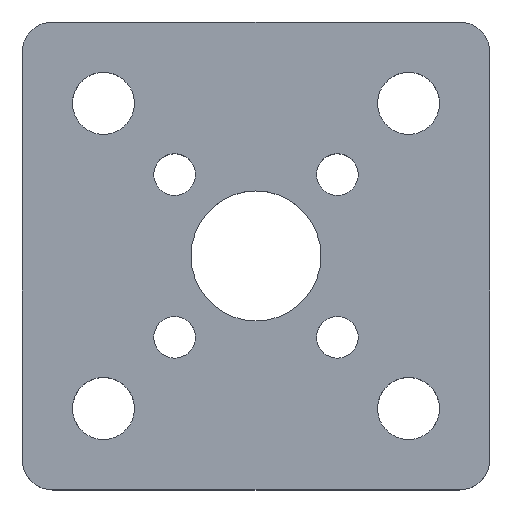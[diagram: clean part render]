
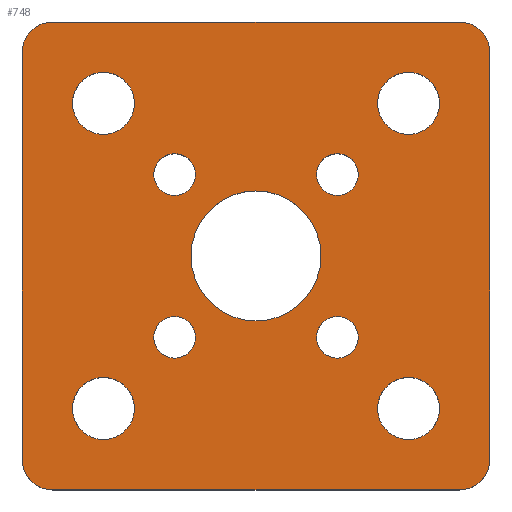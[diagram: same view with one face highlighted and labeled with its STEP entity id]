
A CAD part, top view. The second image highlights one B-rep face of the part: STEP entity #748.
In plain terms, the highlighted planar face has unit normal (0, 0, 1).
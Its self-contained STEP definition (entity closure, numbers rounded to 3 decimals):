
#33=FACE_BOUND('',#111,.T.);
#34=FACE_BOUND('',#112,.T.);
#35=FACE_BOUND('',#113,.T.);
#36=FACE_BOUND('',#114,.T.);
#37=FACE_BOUND('',#115,.T.);
#38=FACE_BOUND('',#116,.T.);
#39=FACE_BOUND('',#117,.T.);
#40=FACE_BOUND('',#118,.T.);
#41=FACE_BOUND('',#119,.T.);
#67=PLANE('',#809);
#77=FACE_OUTER_BOUND('',#110,.T.);
#110=EDGE_LOOP('',(#517,#518,#519,#520,#521,#522,#523,#524));
#111=EDGE_LOOP('',(#525));
#112=EDGE_LOOP('',(#526));
#113=EDGE_LOOP('',(#527));
#114=EDGE_LOOP('',(#528));
#115=EDGE_LOOP('',(#529,#530));
#116=EDGE_LOOP('',(#531,#532));
#117=EDGE_LOOP('',(#533,#534));
#118=EDGE_LOOP('',(#535,#536));
#119=EDGE_LOOP('',(#537,#538));
#172=LINE('',#1127,#209);
#175=LINE('',#1141,#212);
#176=LINE('',#1145,#213);
#177=LINE('',#1149,#214);
#209=VECTOR('',#910,10.);
#212=VECTOR('',#923,10.);
#213=VECTOR('',#926,10.);
#214=VECTOR('',#929,10.);
#247=CIRCLE('',#802,3.);
#253=CIRCLE('',#810,3.);
#254=CIRCLE('',#811,3.);
#255=CIRCLE('',#812,3.);
#256=CIRCLE('',#813,2.05);
#257=CIRCLE('',#814,2.05);
#258=CIRCLE('',#815,2.05);
#259=CIRCLE('',#816,2.05);
#260=CIRCLE('',#817,3.05);
#261=CIRCLE('',#818,3.05);
#262=CIRCLE('',#819,3.05);
#263=CIRCLE('',#820,3.05);
#264=CIRCLE('',#821,3.05);
#265=CIRCLE('',#822,3.05);
#266=CIRCLE('',#823,3.05);
#267=CIRCLE('',#824,3.05);
#268=CIRCLE('',#825,6.39);
#269=CIRCLE('',#826,6.39);
#306=VERTEX_POINT('',#1117);
#307=VERTEX_POINT('',#1118);
#310=VERTEX_POINT('',#1126);
#316=VERTEX_POINT('',#1140);
#317=VERTEX_POINT('',#1142);
#318=VERTEX_POINT('',#1144);
#319=VERTEX_POINT('',#1146);
#320=VERTEX_POINT('',#1148);
#321=VERTEX_POINT('',#1151);
#322=VERTEX_POINT('',#1153);
#323=VERTEX_POINT('',#1155);
#324=VERTEX_POINT('',#1157);
#325=VERTEX_POINT('',#1159);
#326=VERTEX_POINT('',#1160);
#327=VERTEX_POINT('',#1163);
#328=VERTEX_POINT('',#1164);
#329=VERTEX_POINT('',#1167);
#330=VERTEX_POINT('',#1168);
#331=VERTEX_POINT('',#1171);
#332=VERTEX_POINT('',#1172);
#333=VERTEX_POINT('',#1175);
#334=VERTEX_POINT('',#1176);
#390=EDGE_CURVE('',#306,#307,#247,.T.);
#394=EDGE_CURVE('',#310,#307,#172,.T.);
#401=EDGE_CURVE('',#306,#316,#175,.T.);
#402=EDGE_CURVE('',#317,#316,#253,.T.);
#403=EDGE_CURVE('',#317,#318,#176,.T.);
#404=EDGE_CURVE('',#319,#318,#254,.T.);
#405=EDGE_CURVE('',#319,#320,#177,.T.);
#406=EDGE_CURVE('',#310,#320,#255,.T.);
#407=EDGE_CURVE('',#321,#321,#256,.T.);
#408=EDGE_CURVE('',#322,#322,#257,.T.);
#409=EDGE_CURVE('',#323,#323,#258,.T.);
#410=EDGE_CURVE('',#324,#324,#259,.T.);
#411=EDGE_CURVE('',#325,#326,#260,.T.);
#412=EDGE_CURVE('',#326,#325,#261,.T.);
#413=EDGE_CURVE('',#327,#328,#262,.T.);
#414=EDGE_CURVE('',#328,#327,#263,.T.);
#415=EDGE_CURVE('',#329,#330,#264,.T.);
#416=EDGE_CURVE('',#330,#329,#265,.T.);
#417=EDGE_CURVE('',#331,#332,#266,.T.);
#418=EDGE_CURVE('',#332,#331,#267,.T.);
#419=EDGE_CURVE('',#333,#334,#268,.T.);
#420=EDGE_CURVE('',#334,#333,#269,.T.);
#517=ORIENTED_EDGE('',*,*,#390,.F.);
#518=ORIENTED_EDGE('',*,*,#401,.T.);
#519=ORIENTED_EDGE('',*,*,#402,.F.);
#520=ORIENTED_EDGE('',*,*,#403,.T.);
#521=ORIENTED_EDGE('',*,*,#404,.F.);
#522=ORIENTED_EDGE('',*,*,#405,.T.);
#523=ORIENTED_EDGE('',*,*,#406,.F.);
#524=ORIENTED_EDGE('',*,*,#394,.T.);
#525=ORIENTED_EDGE('',*,*,#407,.T.);
#526=ORIENTED_EDGE('',*,*,#408,.T.);
#527=ORIENTED_EDGE('',*,*,#409,.T.);
#528=ORIENTED_EDGE('',*,*,#410,.T.);
#529=ORIENTED_EDGE('',*,*,#411,.T.);
#530=ORIENTED_EDGE('',*,*,#412,.T.);
#531=ORIENTED_EDGE('',*,*,#413,.T.);
#532=ORIENTED_EDGE('',*,*,#414,.T.);
#533=ORIENTED_EDGE('',*,*,#415,.T.);
#534=ORIENTED_EDGE('',*,*,#416,.T.);
#535=ORIENTED_EDGE('',*,*,#417,.T.);
#536=ORIENTED_EDGE('',*,*,#418,.T.);
#537=ORIENTED_EDGE('',*,*,#419,.T.);
#538=ORIENTED_EDGE('',*,*,#420,.T.);
#748=ADVANCED_FACE('',(#77,#33,#34,#35,#36,#37,#38,#39,#40,#41),#67,.T.);
#802=AXIS2_PLACEMENT_3D('',#1119,#902,#903);
#809=AXIS2_PLACEMENT_3D('',#1139,#921,#922);
#810=AXIS2_PLACEMENT_3D('',#1143,#924,#925);
#811=AXIS2_PLACEMENT_3D('',#1147,#927,#928);
#812=AXIS2_PLACEMENT_3D('',#1150,#930,#931);
#813=AXIS2_PLACEMENT_3D('',#1152,#932,#933);
#814=AXIS2_PLACEMENT_3D('',#1154,#934,#935);
#815=AXIS2_PLACEMENT_3D('',#1156,#936,#937);
#816=AXIS2_PLACEMENT_3D('',#1158,#938,#939);
#817=AXIS2_PLACEMENT_3D('',#1161,#940,#941);
#818=AXIS2_PLACEMENT_3D('',#1162,#942,#943);
#819=AXIS2_PLACEMENT_3D('',#1165,#944,#945);
#820=AXIS2_PLACEMENT_3D('',#1166,#946,#947);
#821=AXIS2_PLACEMENT_3D('',#1169,#948,#949);
#822=AXIS2_PLACEMENT_3D('',#1170,#950,#951);
#823=AXIS2_PLACEMENT_3D('',#1173,#952,#953);
#824=AXIS2_PLACEMENT_3D('',#1174,#954,#955);
#825=AXIS2_PLACEMENT_3D('',#1177,#956,#957);
#826=AXIS2_PLACEMENT_3D('',#1178,#958,#959);
#902=DIRECTION('center_axis',(0.,0.,-1.));
#903=DIRECTION('ref_axis',(-0.707,-0.707,0.));
#910=DIRECTION('',(0.,-1.,0.));
#921=DIRECTION('center_axis',(0.,0.,1.));
#922=DIRECTION('ref_axis',(1.,0.,0.));
#923=DIRECTION('',(1.,0.,0.));
#924=DIRECTION('center_axis',(0.,0.,-1.));
#925=DIRECTION('ref_axis',(0.707,-0.707,0.));
#926=DIRECTION('',(0.,1.,0.));
#927=DIRECTION('center_axis',(0.,0.,-1.));
#928=DIRECTION('ref_axis',(0.707,0.707,0.));
#929=DIRECTION('',(-1.,0.,0.));
#930=DIRECTION('center_axis',(0.,0.,-1.));
#931=DIRECTION('ref_axis',(-0.707,0.707,0.));
#932=DIRECTION('center_axis',(0.,0.,-1.));
#933=DIRECTION('ref_axis',(-1.,0.,0.));
#934=DIRECTION('center_axis',(0.,0.,-1.));
#935=DIRECTION('ref_axis',(-1.,0.,0.));
#936=DIRECTION('center_axis',(0.,0.,-1.));
#937=DIRECTION('ref_axis',(-1.,0.,0.));
#938=DIRECTION('center_axis',(0.,0.,-1.));
#939=DIRECTION('ref_axis',(-1.,0.,0.));
#940=DIRECTION('center_axis',(0.,0.,-1.));
#941=DIRECTION('ref_axis',(1.,0.,0.));
#942=DIRECTION('center_axis',(0.,0.,-1.));
#943=DIRECTION('ref_axis',(1.,0.,0.));
#944=DIRECTION('center_axis',(0.,0.,-1.));
#945=DIRECTION('ref_axis',(1.,0.,0.));
#946=DIRECTION('center_axis',(0.,0.,-1.));
#947=DIRECTION('ref_axis',(1.,0.,0.));
#948=DIRECTION('center_axis',(0.,0.,-1.));
#949=DIRECTION('ref_axis',(1.,0.,0.));
#950=DIRECTION('center_axis',(0.,0.,-1.));
#951=DIRECTION('ref_axis',(1.,0.,0.));
#952=DIRECTION('center_axis',(0.,0.,-1.));
#953=DIRECTION('ref_axis',(1.,0.,0.));
#954=DIRECTION('center_axis',(0.,0.,-1.));
#955=DIRECTION('ref_axis',(1.,0.,0.));
#956=DIRECTION('center_axis',(0.,0.,-1.));
#957=DIRECTION('ref_axis',(1.,0.,0.));
#958=DIRECTION('center_axis',(0.,0.,-1.));
#959=DIRECTION('ref_axis',(1.,0.,0.));
#1117=CARTESIAN_POINT('',(-20.,-23.,8.));
#1118=CARTESIAN_POINT('',(-23.,-20.,8.));
#1119=CARTESIAN_POINT('Origin',(-20.,-20.,8.));
#1126=CARTESIAN_POINT('',(-23.,20.,8.));
#1127=CARTESIAN_POINT('',(-23.,23.,8.));
#1139=CARTESIAN_POINT('Origin',(0.,0.,8.));
#1140=CARTESIAN_POINT('',(20.,-23.,8.));
#1141=CARTESIAN_POINT('',(-23.,-23.,8.));
#1142=CARTESIAN_POINT('',(23.,-20.,8.));
#1143=CARTESIAN_POINT('Origin',(20.,-20.,8.));
#1144=CARTESIAN_POINT('',(23.,20.,8.));
#1145=CARTESIAN_POINT('',(23.,-23.,8.));
#1146=CARTESIAN_POINT('',(20.,23.,8.));
#1147=CARTESIAN_POINT('Origin',(20.,20.,8.));
#1148=CARTESIAN_POINT('',(-20.,23.,8.));
#1149=CARTESIAN_POINT('',(23.,23.,8.));
#1150=CARTESIAN_POINT('Origin',(-20.,20.,8.));
#1151=CARTESIAN_POINT('',(10.05,-8.,8.));
#1152=CARTESIAN_POINT('Origin',(8.,-8.,8.));
#1153=CARTESIAN_POINT('',(-5.95,-8.,8.));
#1154=CARTESIAN_POINT('Origin',(-8.,-8.,8.));
#1155=CARTESIAN_POINT('',(10.05,8.,8.));
#1156=CARTESIAN_POINT('Origin',(8.,8.,8.));
#1157=CARTESIAN_POINT('',(-5.95,8.,8.));
#1158=CARTESIAN_POINT('Origin',(-8.,8.,8.));
#1159=CARTESIAN_POINT('',(18.05,-15.,8.));
#1160=CARTESIAN_POINT('',(11.95,-15.,8.));
#1161=CARTESIAN_POINT('Origin',(15.,-15.,8.));
#1162=CARTESIAN_POINT('Origin',(15.,-15.,8.));
#1163=CARTESIAN_POINT('',(-11.95,15.,8.));
#1164=CARTESIAN_POINT('',(-18.05,15.,8.));
#1165=CARTESIAN_POINT('Origin',(-15.,15.,8.));
#1166=CARTESIAN_POINT('Origin',(-15.,15.,8.));
#1167=CARTESIAN_POINT('',(18.05,15.,8.));
#1168=CARTESIAN_POINT('',(11.95,15.,8.));
#1169=CARTESIAN_POINT('Origin',(15.,15.,8.));
#1170=CARTESIAN_POINT('Origin',(15.,15.,8.));
#1171=CARTESIAN_POINT('',(-11.95,-15.,8.));
#1172=CARTESIAN_POINT('',(-18.05,-15.,8.));
#1173=CARTESIAN_POINT('Origin',(-15.,-15.,8.));
#1174=CARTESIAN_POINT('Origin',(-15.,-15.,8.));
#1175=CARTESIAN_POINT('',(6.39,0.,8.));
#1176=CARTESIAN_POINT('',(-6.39,0.,8.));
#1177=CARTESIAN_POINT('Origin',(0.,0.,8.));
#1178=CARTESIAN_POINT('Origin',(0.,0.,8.));
